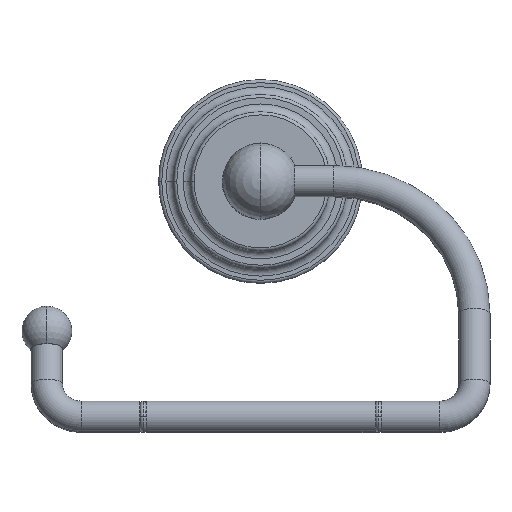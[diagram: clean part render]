
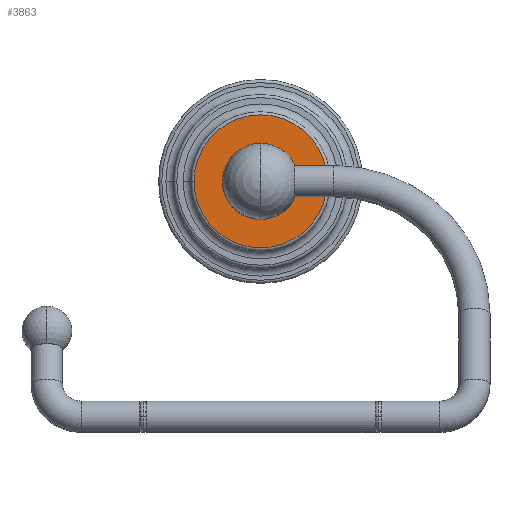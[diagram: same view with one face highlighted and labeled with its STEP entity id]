
A CAD part, top view. The second image highlights one B-rep face of the part: STEP entity #3863.
In plain terms, the highlighted face is planar.
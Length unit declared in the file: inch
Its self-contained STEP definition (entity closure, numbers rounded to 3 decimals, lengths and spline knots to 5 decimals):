
#3391=CARTESIAN_POINT('',(0.,0.512,0.));
#3392=DIRECTION('',(0.,1.,0.));
#3393=DIRECTION('',(1.,0.,0.));
#3394=AXIS2_PLACEMENT_3D('',#3391,#3392,#3393);
#3396=CARTESIAN_POINT('',(0.,0.512,0.));
#3397=DIRECTION('',(0.,1.,0.));
#3398=DIRECTION('',(-1.,0.,0.));
#3399=AXIS2_PLACEMENT_3D('',#3396,#3397,#3398);
#3401=CARTESIAN_POINT('',(0.,0.512,0.));
#3402=DIRECTION('',(0.,1.,0.));
#3403=DIRECTION('',(0.,0.,-1.));
#3404=AXIS2_PLACEMENT_3D('',#3401,#3402,#3403);
#3406=CARTESIAN_POINT('',(0.,0.512,0.));
#3407=DIRECTION('',(0.,1.,0.));
#3408=DIRECTION('',(0.,0.,1.));
#3409=AXIS2_PLACEMENT_3D('',#3406,#3407,#3408);
#3760=CARTESIAN_POINT('',(0.835,0.512,0.));
#3761=CARTESIAN_POINT('',(-0.835,0.512,0.));
#3762=VERTEX_POINT('',#3760);
#3763=VERTEX_POINT('',#3761);
#3808=CARTESIAN_POINT('',(0.,0.512,-0.474));
#3809=CARTESIAN_POINT('',(0.,0.512,0.474));
#3810=VERTEX_POINT('',#3808);
#3811=VERTEX_POINT('',#3809);
#3847=CARTESIAN_POINT('',(0.,0.512,0.));
#3848=DIRECTION('',(0.,1.,0.));
#3849=DIRECTION('',(1.,0.,0.));
#3850=AXIS2_PLACEMENT_3D('',#3847,#3848,#3849);
#3851=PLANE('',#3850);
#3853=ORIENTED_EDGE('',*,*,#3852,.F.);
#3854=ORIENTED_EDGE('',*,*,#3837,.F.);
#3855=EDGE_LOOP('',(#3853,#3854));
#3856=FACE_OUTER_BOUND('',#3855,.F.);
#3858=ORIENTED_EDGE('',*,*,#3857,.T.);
#3860=ORIENTED_EDGE('',*,*,#3859,.T.);
#3861=EDGE_LOOP('',(#3858,#3860));
#3862=FACE_BOUND('',#3861,.F.);
#3863=ADVANCED_FACE('',(#3856,#3862),#3851,.T.);
#3395=CIRCLE('',#3394,0.835);
#3400=CIRCLE('',#3399,0.835);
#3405=CIRCLE('',#3404,0.474);
#3410=CIRCLE('',#3409,0.474);
#3837=EDGE_CURVE('',#3763,#3762,#3400,.T.);
#3852=EDGE_CURVE('',#3762,#3763,#3395,.T.);
#3857=EDGE_CURVE('',#3810,#3811,#3405,.T.);
#3859=EDGE_CURVE('',#3811,#3810,#3410,.T.);
